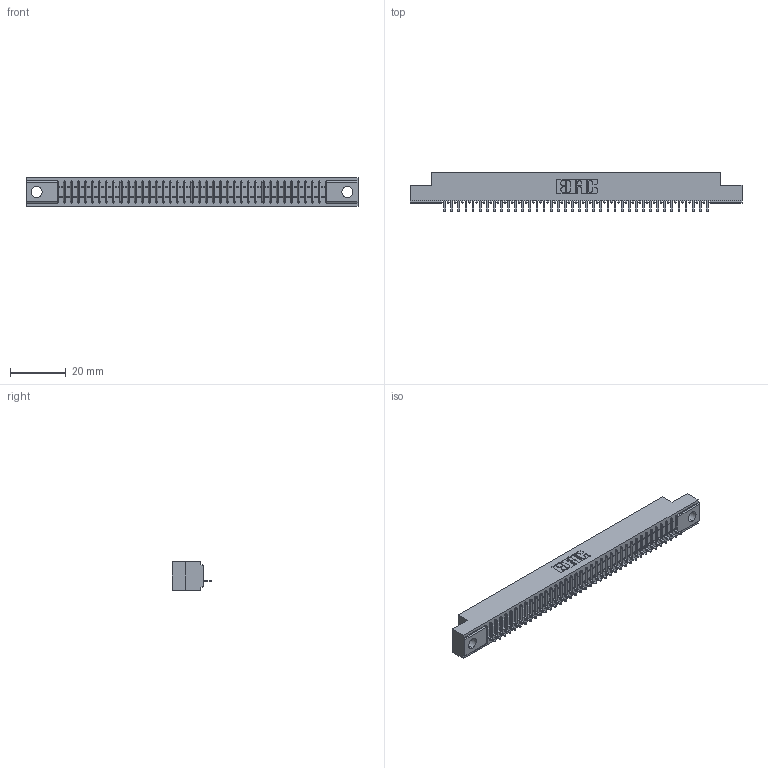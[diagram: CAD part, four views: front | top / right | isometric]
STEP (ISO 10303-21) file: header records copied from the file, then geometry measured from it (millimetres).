
FILE_DESCRIPTION (( 'STEP AP203' ), '1' );
FILE_NAME ('341-038-520-104.STEP', '2018-08-06T23:16:47', ( '' ), ( '' ), 'SwSTEP 2.0', 'SolidWorks 2016', '' );
FILE_SCHEMA (( 'CONFIG_CONTROL_DESIGN' ));
Length unit declared in the file: inch
Products named in the file (3): 341 Part_.156 (3.96) Dia Mounting Holes; 341-292-001_341-292-120; 341-038-520-104
Assembly tree (39 placements, depth 2):
  341-038-520-104
    341 Part_.156 (3.96) Dia Mounting Holes
    341-292-001_341-292-120  x38
Bounding box: 118.75 x 14.27 x 10.16 mm (x, y, z)
Volume: 8388.8 mm3; surface area: 12723.4 mm2
Topology: 39 solids, 39 shells, 3246 faces, 9358 edges, 6006 vertices
Faces by surface type: plane 2020, cylinder 1074, sphere 78, torus 74
Entity records: 45723 total; most frequent: CARTESIAN_POINT 7770, ORIENTED_EDGE 7756, DIRECTION 7496, EDGE_CURVE 3878, VECTOR 3136, LINE 3136, VERTEX_POINT 2454, AXIS2_PLACEMENT_3D 2180
